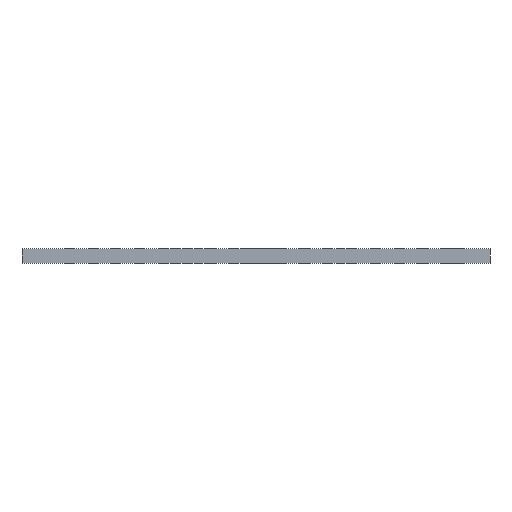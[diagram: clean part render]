
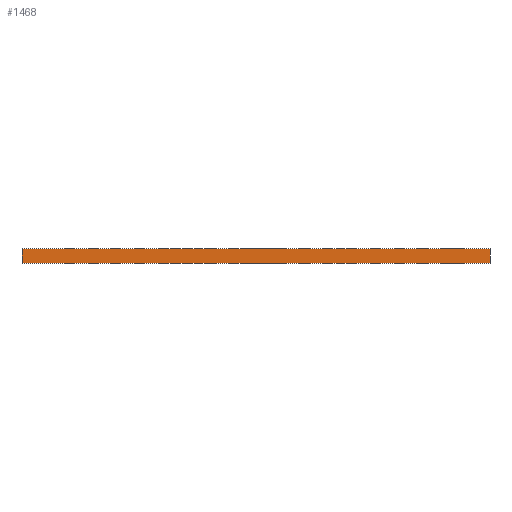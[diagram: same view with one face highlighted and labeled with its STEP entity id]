
A CAD part, front view. The second image highlights one B-rep face of the part: STEP entity #1468.
In plain terms, the highlighted planar face has unit normal (0, -1, 0).
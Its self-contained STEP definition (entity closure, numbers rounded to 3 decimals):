
#143=PLANE('',#1666);
#208=FACE_OUTER_BOUND('',#273,.T.);
#273=EDGE_LOOP('',(#1214,#1215,#1216,#1217));
#460=LINE('',#2487,#531);
#461=LINE('',#2490,#532);
#462=LINE('',#2492,#533);
#463=LINE('',#2493,#534);
#531=VECTOR('',#2099,10.);
#532=VECTOR('',#2102,10.);
#533=VECTOR('',#2103,10.);
#534=VECTOR('',#2104,10.);
#777=VERTEX_POINT('',#2483);
#778=VERTEX_POINT('',#2485);
#779=VERTEX_POINT('',#2489);
#780=VERTEX_POINT('',#2491);
#964=EDGE_CURVE('',#777,#778,#460,.T.);
#965=EDGE_CURVE('',#779,#777,#461,.T.);
#966=EDGE_CURVE('',#780,#778,#462,.T.);
#967=EDGE_CURVE('',#779,#780,#463,.T.);
#1214=ORIENTED_EDGE('',*,*,#965,.T.);
#1215=ORIENTED_EDGE('',*,*,#964,.T.);
#1216=ORIENTED_EDGE('',*,*,#966,.F.);
#1217=ORIENTED_EDGE('',*,*,#967,.F.);
#1468=ADVANCED_FACE('',(#208),#143,.T.);
#1666=AXIS2_PLACEMENT_3D('',#2488,#2100,#2101);
#2099=DIRECTION('',(0.,0.,1.));
#2100=DIRECTION('center_axis',(0.,-1.,0.));
#2101=DIRECTION('ref_axis',(1.,0.,0.));
#2102=DIRECTION('',(1.,0.,0.));
#2103=DIRECTION('',(1.,0.,0.));
#2104=DIRECTION('',(0.,0.,1.));
#2483=CARTESIAN_POINT('',(72.06,2.54,0.));
#2485=CARTESIAN_POINT('',(72.06,2.54,1.57));
#2487=CARTESIAN_POINT('',(72.06,2.54,0.));
#2488=CARTESIAN_POINT('Origin',(21.59,2.54,0.));
#2489=CARTESIAN_POINT('',(21.59,2.54,0.));
#2490=CARTESIAN_POINT('',(21.59,2.54,0.));
#2491=CARTESIAN_POINT('',(21.59,2.54,1.57));
#2492=CARTESIAN_POINT('',(21.59,2.54,1.57));
#2493=CARTESIAN_POINT('',(21.59,2.54,0.));
